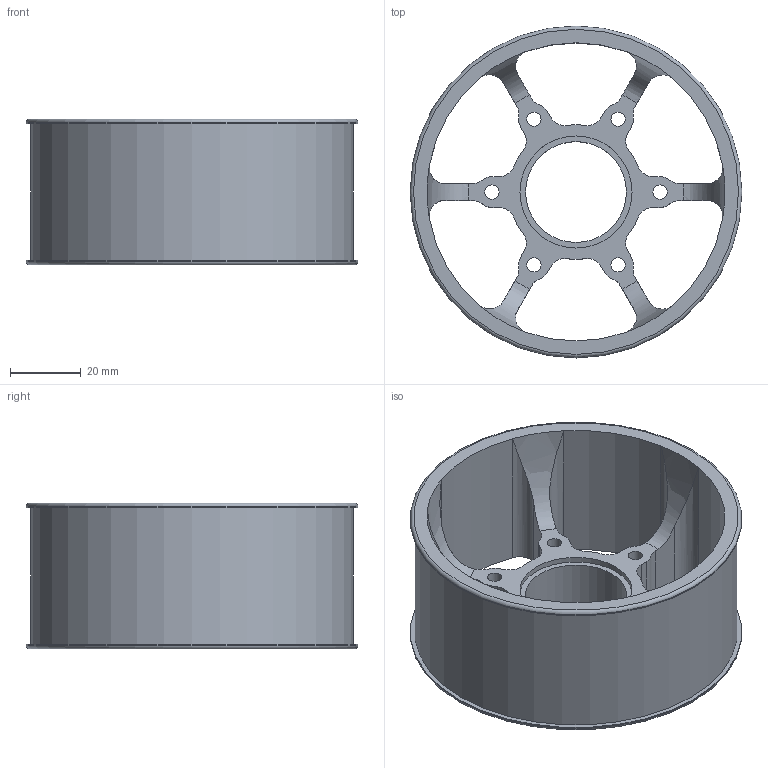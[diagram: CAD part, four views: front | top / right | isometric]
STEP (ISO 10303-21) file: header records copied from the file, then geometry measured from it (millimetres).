
FILE_DESCRIPTION (( 'STEP AP214' ), '1' );
FILE_NAME ('am-4176 4IN Extrusion Performance Wheel 1.5IN Wide 1125 Bearing.STEP', '2019-10-11T13:57:32', ( '' ), ( '' ), 'SwSTEP 2.0', 'SolidWorks 2019', '' );
FILE_SCHEMA (( 'AUTOMOTIVE_DESIGN' ));
Length unit declared in the file: inch
Products named in the file (1): am-4176 4IN Extrusion Performance Wheel 1.5IN Wide 1125 Bearing
Bounding box: 93.98 x 93.98 x 41.27 mm (x, y, z)
Volume: 64925.1 mm3; surface area: 36037.6 mm2
Topology: 1 solids, 1 shells, 109 faces, 321 edges, 212 vertices
Faces by surface type: cylinder 71, plane 30, bspline 6, torus 2
Full cylindrical faces by diameter (mm): 4.039 x6, 28.575 x1, 31.75 x1, 91.44 x1, 93.98 x2
Entity records: 4078 total; most frequent: CARTESIAN_POINT 1040, DIRECTION 628, ORIENTED_EDGE 600, EDGE_CURVE 300, AXIS2_PLACEMENT_3D 248, VERTEX_POINT 204, EDGE_LOOP 146, CIRCLE 144
